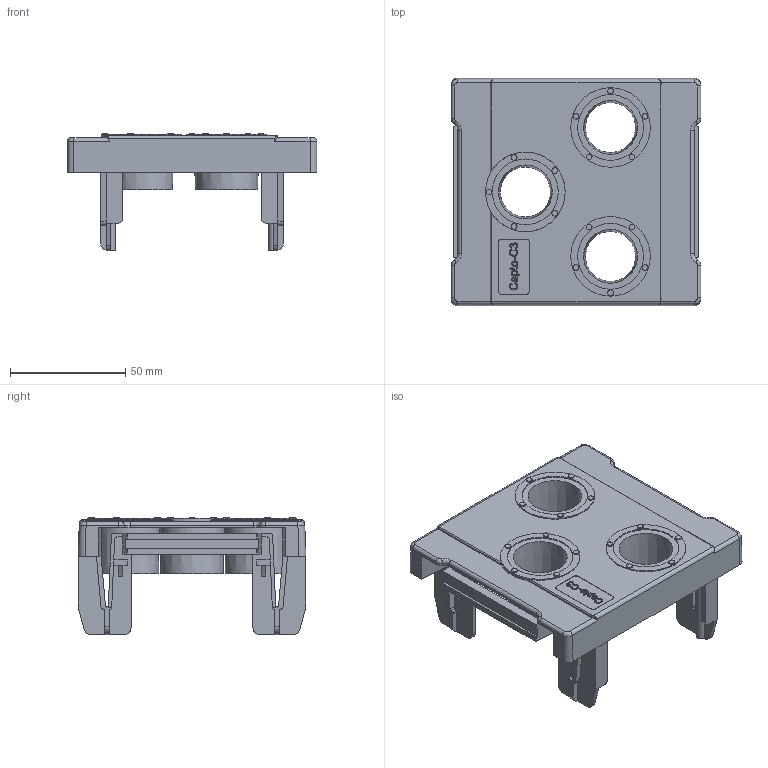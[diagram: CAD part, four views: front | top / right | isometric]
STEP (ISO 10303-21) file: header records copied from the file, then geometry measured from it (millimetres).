
FILE_DESCRIPTION(/* description */ ('Werkzeughaltereinsatz, ABS-schwarz Capto-C3'),/* implementation_level */ '2;1');
FILE_NAME(/* name */ '6555-00.stp',/* time_stamp */ '2024-03-13T15:57:36+01:00',/* author */ ('marvin.friedrich'),/* organization */ ('B+H'),/* preprocessor_version */ 'ST-DEVELOPER v18.1',/* originating_system */ 'Autodesk Inventor 2022',/* authorisation */ '');
FILE_SCHEMA (('AUTOMOTIVE_DESIGN { 1 0 10303 214 3 1 1 }'));
Length unit declared in the file: millimetre
Products named in the file (1): 6555-00
Bounding box: 108.6 x 99 x 51 mm (x, y, z)
Volume: 64354.2 mm3; surface area: 52165.4 mm2
Topology: 1 solids, 1 shells, 475 faces, 1242 edges, 800 vertices
Faces by surface type: plane 275, cylinder 108, bspline 78, torus 8, cone 6
Full cylindrical faces by diameter (mm): 2.5 x15, 28.6 x3, 34.6 x3
Entity records: 15117 total; most frequent: CARTESIAN_POINT 3722, ORIENTED_EDGE 2484, DIRECTION 2124, EDGE_CURVE 1242, LINE 832, VECTOR 832, VERTEX_POINT 800, AXIS2_PLACEMENT_3D 646
